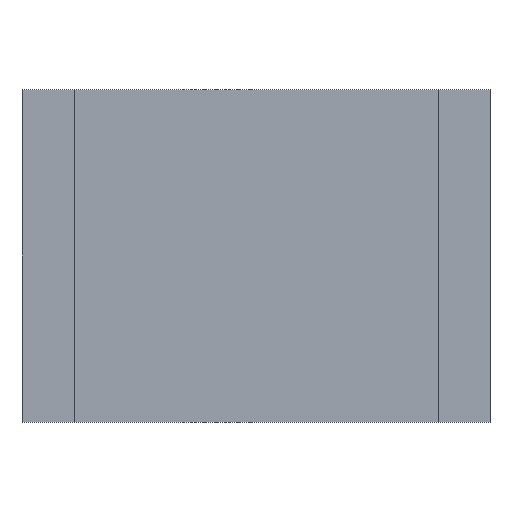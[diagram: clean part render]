
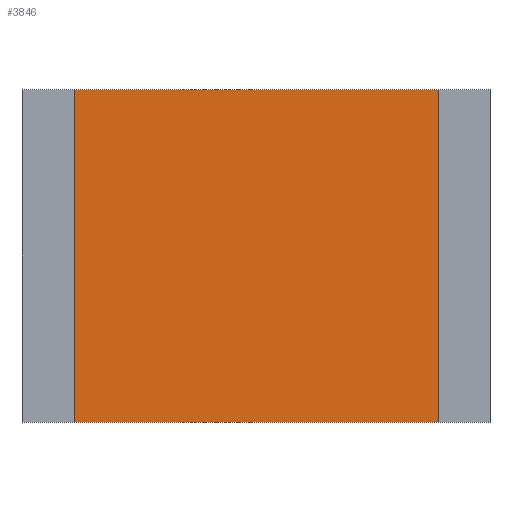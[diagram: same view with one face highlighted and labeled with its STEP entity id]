
A CAD part, front view. The second image highlights one B-rep face of the part: STEP entity #3846.
In plain terms, the highlighted planar face has unit normal (0, -1, 0).
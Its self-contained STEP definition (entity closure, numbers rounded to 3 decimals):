
#116=DIRECTION('',(-1.,0.,0.));
#117=VECTOR('',#116,3.5);
#118=CARTESIAN_POINT('',(1.75,0.01,-1.6));
#119=LINE('',#118,#117);
#137=DIRECTION('',(-1.,0.,0.));
#138=VECTOR('',#137,3.5);
#139=CARTESIAN_POINT('',(1.75,0.01,1.6));
#140=LINE('',#139,#138);
#179=DIRECTION('',(0.,0.,-1.));
#180=VECTOR('',#179,3.2);
#181=CARTESIAN_POINT('',(1.75,0.01,1.6));
#182=LINE('',#181,#180);
#186=DIRECTION('',(0.,0.,-1.));
#187=VECTOR('',#186,3.2);
#188=CARTESIAN_POINT('',(-1.75,0.01,1.6));
#189=LINE('',#188,#187);
#3116=CARTESIAN_POINT('',(1.75,0.01,1.6));
#3117=VERTEX_POINT('',#3116);
#3118=CARTESIAN_POINT('',(-1.75,0.01,1.6));
#3119=VERTEX_POINT('',#3118);
#3124=CARTESIAN_POINT('',(1.75,0.01,-1.6));
#3125=VERTEX_POINT('',#3124);
#3126=CARTESIAN_POINT('',(-1.75,0.01,-1.6));
#3127=VERTEX_POINT('',#3126);
#3834=CARTESIAN_POINT('',(1.75,0.01,1.6));
#3835=DIRECTION('',(0.,1.,0.));
#3836=DIRECTION('',(-1.,0.,0.));
#3837=AXIS2_PLACEMENT_3D('',#3834,#3835,#3836);
#3838=PLANE('',#3837);
#3839=ORIENTED_EDGE('',*,*,#3812,.F.);
#3840=ORIENTED_EDGE('',*,*,#3732,.T.);
#3841=ORIENTED_EDGE('',*,*,#3775,.T.);
#3843=ORIENTED_EDGE('',*,*,#3842,.F.);
#3844=EDGE_LOOP('',(#3839,#3840,#3841,#3843));
#3845=FACE_OUTER_BOUND('',#3844,.F.);
#3846=ADVANCED_FACE('',(#3845),#3838,.F.);
#3732=EDGE_CURVE('',#3117,#3125,#182,.T.);
#3775=EDGE_CURVE('',#3125,#3127,#119,.T.);
#3812=EDGE_CURVE('',#3117,#3119,#140,.T.);
#3842=EDGE_CURVE('',#3119,#3127,#189,.T.);
